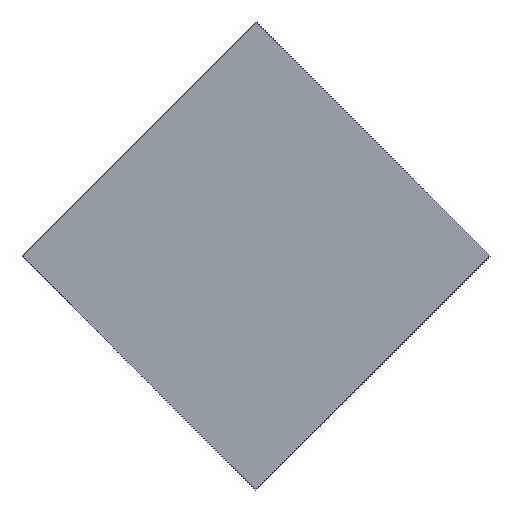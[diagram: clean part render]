
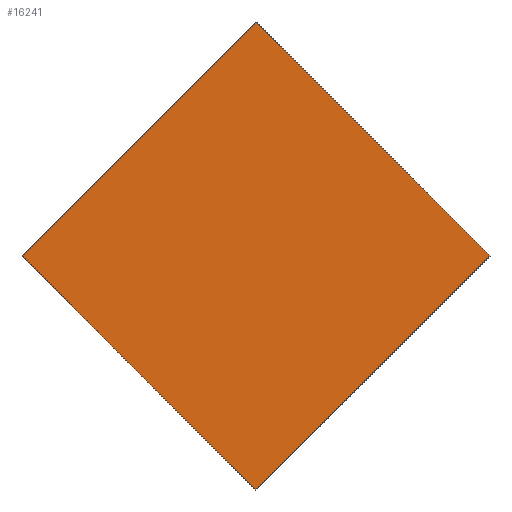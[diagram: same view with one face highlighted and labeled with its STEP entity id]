
A CAD part, front view. The second image highlights one B-rep face of the part: STEP entity #16241.
In plain terms, the highlighted planar face has unit normal (0, -1, 0).
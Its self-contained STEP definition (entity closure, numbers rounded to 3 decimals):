
#1726 = ORIENTED_EDGE ( 'NONE', *, *, #14452, .F. ) ;
#2074 = VECTOR ( 'NONE', #21931, 1000. ) ;
#2233 = LINE ( 'NONE', #10691, #6875 ) ;
#2304 = FACE_OUTER_BOUND ( 'NONE', #25304, .T. ) ;
#2685 = DIRECTION ( 'NONE',  ( 0., 0., -1. ) ) ;
#3260 = CARTESIAN_POINT ( 'NONE',  ( -5.25, -0.4, 5.25 ) ) ;
#3508 = DIRECTION ( 'NONE',  ( 1., 0., 0. ) ) ;
#3788 = CARTESIAN_POINT ( 'NONE',  ( -5.25, -0.4, 5.25 ) ) ;
#4834 = EDGE_CURVE ( 'NONE', #12517, #14800, #14613, .T. ) ;
#5574 = DIRECTION ( 'NONE',  ( 0., 0., -1. ) ) ;
#5683 = ORIENTED_EDGE ( 'NONE', *, *, #14908, .F. ) ;
#6158 = ORIENTED_EDGE ( 'NONE', *, *, #4834, .F. ) ;
#6875 = VECTOR ( 'NONE', #2685, 1000. ) ;
#7562 = CARTESIAN_POINT ( 'NONE',  ( 5.25, -0.4, -5.25 ) ) ;
#8266 = CARTESIAN_POINT ( 'NONE',  ( 5.25, -0.4, 5.25 ) ) ;
#8269 = LINE ( 'NONE', #11615, #24245 ) ;
#8404 = VERTEX_POINT ( 'NONE', #11751 ) ;
#9895 = VECTOR ( 'NONE', #20064, 1000. ) ;
#10691 = CARTESIAN_POINT ( 'NONE',  ( 5.25, -0.4, 5.25 ) ) ;
#11442 = VERTEX_POINT ( 'NONE', #8266 ) ;
#11615 = CARTESIAN_POINT ( 'NONE',  ( -5.25, -0.4, 5.25 ) ) ;
#11751 = CARTESIAN_POINT ( 'NONE',  ( 5.25, -0.4, -5.25 ) ) ;
#12517 = VERTEX_POINT ( 'NONE', #20692 ) ;
#12864 = ORIENTED_EDGE ( 'NONE', *, *, #19550, .F. ) ;
#13865 = CARTESIAN_POINT ( 'NONE',  ( -5.25, -0.4, -5.25 ) ) ;
#14452 = EDGE_CURVE ( 'NONE', #8404, #12517, #14564, .T. ) ;
#14564 = LINE ( 'NONE', #13865, #2074 ) ;
#14613 = LINE ( 'NONE', #3788, #9895 ) ;
#14800 = VERTEX_POINT ( 'NONE', #3260 ) ;
#14908 = EDGE_CURVE ( 'NONE', #14800, #11442, #8269, .T. ) ;
#16241 = ADVANCED_FACE ( 'NONE', ( #2304 ), #21711, .T. ) ;
#19550 = EDGE_CURVE ( 'NONE', #11442, #8404, #2233, .T. ) ;
#20064 = DIRECTION ( 'NONE',  ( 0., 0., 1. ) ) ;
#20568 = AXIS2_PLACEMENT_3D ( 'NONE', #7562, #21532, #5574 ) ;
#20692 = CARTESIAN_POINT ( 'NONE',  ( -5.25, -0.4, -5.25 ) ) ;
#21532 = DIRECTION ( 'NONE',  ( 0., -1., 0. ) ) ;
#21711 = PLANE ( 'NONE',  #20568 ) ;
#21931 = DIRECTION ( 'NONE',  ( -1., 0., 0. ) ) ;
#24245 = VECTOR ( 'NONE', #3508, 1000. ) ;
#25304 = EDGE_LOOP ( 'NONE', ( #12864, #5683, #6158, #1726 ) ) ;
